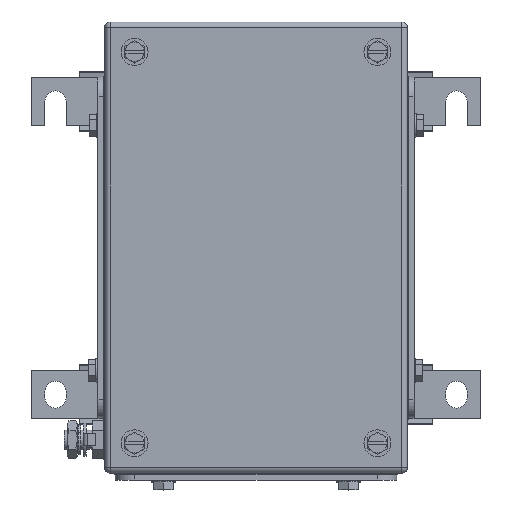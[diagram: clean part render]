
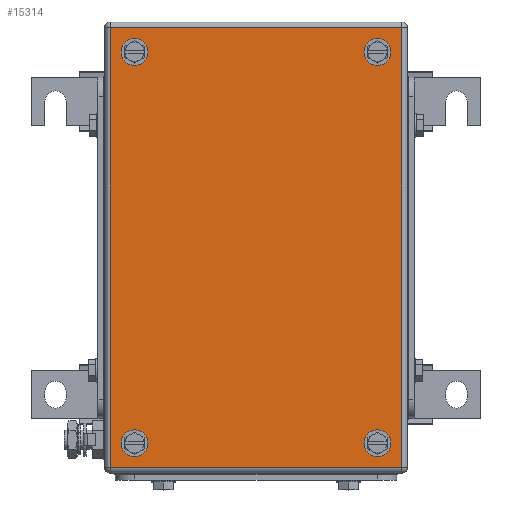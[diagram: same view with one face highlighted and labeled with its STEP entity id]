
A CAD part, top view. The second image highlights one B-rep face of the part: STEP entity #15314.
In plain terms, the highlighted planar face has unit normal (0, 0, 1).
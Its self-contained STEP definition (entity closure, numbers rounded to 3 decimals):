
#15188=AXIS2_PLACEMENT_3D('Circle Axis2P3D',#15186,#15187,$) ;
#15215=AXIS2_PLACEMENT_3D('Plane Axis2P3D',#15212,#15213,#15214) ;
#15253=AXIS2_PLACEMENT_3D('Circle Axis2P3D',#15251,#15252,$) ;
#15262=AXIS2_PLACEMENT_3D('Circle Axis2P3D',#15260,#15261,$) ;
#15271=AXIS2_PLACEMENT_3D('Circle Axis2P3D',#15269,#15270,$) ;
#15280=AXIS2_PLACEMENT_3D('Circle Axis2P3D',#15278,#15279,$) ;
#15289=AXIS2_PLACEMENT_3D('Circle Axis2P3D',#15287,#15288,$) ;
#15298=AXIS2_PLACEMENT_3D('Circle Axis2P3D',#15296,#15297,$) ;
#15307=AXIS2_PLACEMENT_3D('Circle Axis2P3D',#15305,#15306,$) ;
#15183=CARTESIAN_POINT('Vertex',(176.5,23.5,136.5)) ;
#15186=CARTESIAN_POINT('Axis2P3D Location',(180.,23.5,136.5)) ;
#15190=CARTESIAN_POINT('Vertex',(183.5,23.5,136.5)) ;
#15212=CARTESIAN_POINT('Axis2P3D Location',(116.5,125.5,136.5)) ;
#15217=CARTESIAN_POINT('Line Origine',(116.5,11.5,136.5)) ;
#15221=CARTESIAN_POINT('Vertex',(41.,11.5,136.5)) ;
#15223=CARTESIAN_POINT('Vertex',(192.,11.5,136.5)) ;
#15226=CARTESIAN_POINT('Line Origine',(192.,125.5,136.5)) ;
#15230=CARTESIAN_POINT('Vertex',(192.,239.5,136.5)) ;
#15233=CARTESIAN_POINT('Line Origine',(116.5,239.5,136.5)) ;
#15237=CARTESIAN_POINT('Vertex',(41.,239.5,136.5)) ;
#15240=CARTESIAN_POINT('Line Origine',(41.,125.5,136.5)) ;
#15251=CARTESIAN_POINT('Axis2P3D Location',(180.,23.5,136.5)) ;
#15260=CARTESIAN_POINT('Axis2P3D Location',(180.,227.5,136.5)) ;
#15264=CARTESIAN_POINT('Vertex',(183.5,227.5,136.5)) ;
#15266=CARTESIAN_POINT('Vertex',(176.5,227.5,136.5)) ;
#15269=CARTESIAN_POINT('Axis2P3D Location',(180.,227.5,136.5)) ;
#15278=CARTESIAN_POINT('Axis2P3D Location',(53.,227.5,136.5)) ;
#15282=CARTESIAN_POINT('Vertex',(49.5,227.5,136.5)) ;
#15284=CARTESIAN_POINT('Vertex',(56.5,227.5,136.5)) ;
#15287=CARTESIAN_POINT('Axis2P3D Location',(53.,227.5,136.5)) ;
#15296=CARTESIAN_POINT('Axis2P3D Location',(53.,23.5,136.5)) ;
#15300=CARTESIAN_POINT('Vertex',(49.5,23.5,136.5)) ;
#15302=CARTESIAN_POINT('Vertex',(56.5,23.5,136.5)) ;
#15305=CARTESIAN_POINT('Axis2P3D Location',(53.,23.5,136.5)) ;
#15187=DIRECTION('Axis2P3D Direction',(0.,0.,1.)) ;
#15213=DIRECTION('Axis2P3D Direction',(0.,0.,1.)) ;
#15214=DIRECTION('Axis2P3D XDirection',(-1.,0.,0.)) ;
#15218=DIRECTION('Vector Direction',(-1.,0.,0.)) ;
#15227=DIRECTION('Vector Direction',(0.,1.,0.)) ;
#15234=DIRECTION('Vector Direction',(-1.,0.,0.)) ;
#15241=DIRECTION('Vector Direction',(0.,-1.,0.)) ;
#15252=DIRECTION('Axis2P3D Direction',(0.,0.,1.)) ;
#15261=DIRECTION('Axis2P3D Direction',(0.,0.,1.)) ;
#15270=DIRECTION('Axis2P3D Direction',(0.,0.,1.)) ;
#15279=DIRECTION('Axis2P3D Direction',(0.,0.,1.)) ;
#15288=DIRECTION('Axis2P3D Direction',(0.,0.,1.)) ;
#15297=DIRECTION('Axis2P3D Direction',(0.,0.,1.)) ;
#15306=DIRECTION('Axis2P3D Direction',(0.,0.,1.)) ;
#15219=VECTOR('Line Direction',#15218,1.) ;
#15228=VECTOR('Line Direction',#15227,1.) ;
#15235=VECTOR('Line Direction',#15234,1.) ;
#15242=VECTOR('Line Direction',#15241,1.) ;
#15246=ORIENTED_EDGE('',*,*,#15225,.T.) ;
#15247=ORIENTED_EDGE('',*,*,#15232,.T.) ;
#15248=ORIENTED_EDGE('',*,*,#15239,.T.) ;
#15249=ORIENTED_EDGE('',*,*,#15244,.T.) ;
#15257=ORIENTED_EDGE('',*,*,#15255,.F.) ;
#15258=ORIENTED_EDGE('',*,*,#15192,.F.) ;
#15275=ORIENTED_EDGE('',*,*,#15268,.F.) ;
#15276=ORIENTED_EDGE('',*,*,#15273,.F.) ;
#15293=ORIENTED_EDGE('',*,*,#15286,.F.) ;
#15294=ORIENTED_EDGE('',*,*,#15291,.F.) ;
#15311=ORIENTED_EDGE('',*,*,#15304,.F.) ;
#15312=ORIENTED_EDGE('',*,*,#15309,.F.) ;
#15259=FACE_BOUND('',#15256,.T.) ;
#15277=FACE_BOUND('',#15274,.T.) ;
#15295=FACE_BOUND('',#15292,.T.) ;
#15313=FACE_BOUND('',#15310,.T.) ;
#15314=ADVANCED_FACE('1195680000.1\\Product7_AllCATPart.1\\ZUB_KTB_FS_221513_3GP_AllCATPart.2\\ZUB_DE_KTB_FS_260x260.1\\DE_KTB_MH_PART_MASTER.1\\Koerper.2',(#15250,#15259,#15277,#15295,#15313),#15216,.T.) ;
#15189=CIRCLE('generated circle',#15188,3.5) ;
#15254=CIRCLE('generated circle',#15253,3.5) ;
#15263=CIRCLE('generated circle',#15262,3.5) ;
#15272=CIRCLE('generated circle',#15271,3.5) ;
#15281=CIRCLE('generated circle',#15280,3.5) ;
#15290=CIRCLE('generated circle',#15289,3.5) ;
#15299=CIRCLE('generated circle',#15298,3.5) ;
#15308=CIRCLE('generated circle',#15307,3.5) ;
#15192=EDGE_CURVE('',#15184,#15191,#15189,.T.) ;
#15225=EDGE_CURVE('',#15222,#15224,#15220,.F.) ;
#15232=EDGE_CURVE('',#15224,#15231,#15229,.T.) ;
#15239=EDGE_CURVE('',#15231,#15238,#15236,.T.) ;
#15244=EDGE_CURVE('',#15238,#15222,#15243,.T.) ;
#15255=EDGE_CURVE('',#15191,#15184,#15254,.T.) ;
#15268=EDGE_CURVE('',#15265,#15267,#15263,.T.) ;
#15273=EDGE_CURVE('',#15267,#15265,#15272,.T.) ;
#15286=EDGE_CURVE('',#15283,#15285,#15281,.T.) ;
#15291=EDGE_CURVE('',#15285,#15283,#15290,.T.) ;
#15304=EDGE_CURVE('',#15301,#15303,#15299,.T.) ;
#15309=EDGE_CURVE('',#15303,#15301,#15308,.T.) ;
#15245=EDGE_LOOP('',(#15246,#15247,#15248,#15249)) ;
#15256=EDGE_LOOP('',(#15257,#15258)) ;
#15274=EDGE_LOOP('',(#15275,#15276)) ;
#15292=EDGE_LOOP('',(#15293,#15294)) ;
#15310=EDGE_LOOP('',(#15311,#15312)) ;
#15250=FACE_OUTER_BOUND('',#15245,.T.) ;
#15220=LINE('Line',#15217,#15219) ;
#15229=LINE('Line',#15226,#15228) ;
#15236=LINE('Line',#15233,#15235) ;
#15243=LINE('Line',#15240,#15242) ;
#15216=PLANE('',#15215) ;
#15184=VERTEX_POINT('',#15183) ;
#15191=VERTEX_POINT('',#15190) ;
#15222=VERTEX_POINT('',#15221) ;
#15224=VERTEX_POINT('',#15223) ;
#15231=VERTEX_POINT('',#15230) ;
#15238=VERTEX_POINT('',#15237) ;
#15265=VERTEX_POINT('',#15264) ;
#15267=VERTEX_POINT('',#15266) ;
#15283=VERTEX_POINT('',#15282) ;
#15285=VERTEX_POINT('',#15284) ;
#15301=VERTEX_POINT('',#15300) ;
#15303=VERTEX_POINT('',#15302) ;
